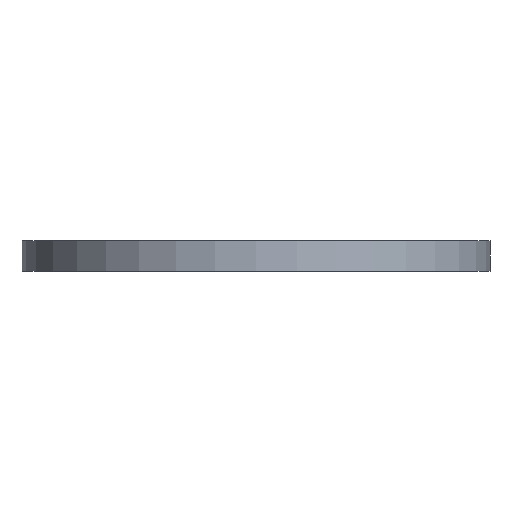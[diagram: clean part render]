
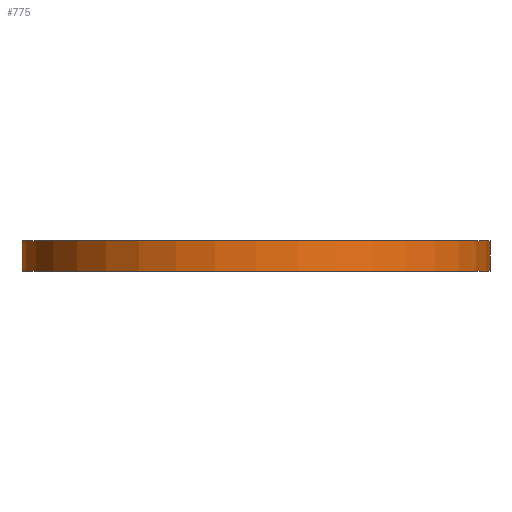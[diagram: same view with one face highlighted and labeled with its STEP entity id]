
A CAD part, front view. The second image highlights one B-rep face of the part: STEP entity #775.
In plain terms, the highlighted cylindrical face has radius 7.874 mm (diameter 15.748 mm), a partial arc.
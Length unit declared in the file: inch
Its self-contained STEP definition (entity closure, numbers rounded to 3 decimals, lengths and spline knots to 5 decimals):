
#7 = AXIS2_PLACEMENT_3D ( 'NONE', #482, #483, #485 ) ;
#40 = AXIS2_PLACEMENT_3D ( 'NONE', #646, #644, #643 ) ;
#66 = AXIS2_PLACEMENT_3D ( 'NONE', #648, #647, #657 ) ;
#89 = EDGE_CURVE ( 'NONE', #354, #372, #190, .T. ) ;
#92 = EDGE_CURVE ( 'NONE', #354, #378, #185, .T. ) ;
#93 = EDGE_CURVE ( 'NONE', #372, #396, #184, .T. ) ;
#141 = EDGE_CURVE ( 'NONE', #378, #396, #898, .T. ) ;
#180 = VECTOR ( 'NONE', #618, 39.37008 ) ;
#182 = VECTOR ( 'NONE', #672, 39.37008 ) ;
#184 = LINE ( 'NONE', #633, #180 ) ;
#185 = LINE ( 'NONE', #623, #182 ) ;
#190 = CIRCLE ( 'NONE', #66, 0.31 ) ;
#250 = EDGE_LOOP ( 'NONE', ( #325, #326, #284, #361 ) ) ;
#284 = ORIENTED_EDGE ( 'NONE', *, *, #92, .T. ) ;
#325 = ORIENTED_EDGE ( 'NONE', *, *, #93, .F. ) ;
#326 = ORIENTED_EDGE ( 'NONE', *, *, #89, .F. ) ;
#354 = VERTEX_POINT ( 'NONE', #570 ) ;
#361 = ORIENTED_EDGE ( 'NONE', *, *, #141, .T. ) ;
#372 = VERTEX_POINT ( 'NONE', #565 ) ;
#378 = VERTEX_POINT ( 'NONE', #551 ) ;
#396 = VERTEX_POINT ( 'NONE', #515 ) ;
#482 = CARTESIAN_POINT ( 'NONE',  ( 0., 0., 0.04 ) ) ;
#483 = DIRECTION ( 'NONE',  ( 0., 0., -1. ) ) ;
#485 = DIRECTION ( 'NONE',  ( -1., 0., 0. ) ) ;
#515 = CARTESIAN_POINT ( 'NONE',  ( 0.31, 0., 0. ) ) ;
#551 = CARTESIAN_POINT ( 'NONE',  ( -0.31, 0., 0. ) ) ;
#565 = CARTESIAN_POINT ( 'NONE',  ( 0.31, 0., 0.04 ) ) ;
#570 = CARTESIAN_POINT ( 'NONE',  ( -0.31, 0., 0.04 ) ) ;
#618 = DIRECTION ( 'NONE',  ( 0., 0., -1. ) ) ;
#623 = CARTESIAN_POINT ( 'NONE',  ( -0.31, 0., 0.04 ) ) ;
#633 = CARTESIAN_POINT ( 'NONE',  ( 0.31, 0., 0.04 ) ) ;
#643 = DIRECTION ( 'NONE',  ( 1., 0., 0. ) ) ;
#644 = DIRECTION ( 'NONE',  ( 0., 0., 1. ) ) ;
#646 = CARTESIAN_POINT ( 'NONE',  ( 0., 0., 0. ) ) ;
#647 = DIRECTION ( 'NONE',  ( 0., 0., 1. ) ) ;
#648 = CARTESIAN_POINT ( 'NONE',  ( 0., 0., 0.04 ) ) ;
#657 = DIRECTION ( 'NONE',  ( 1., 0., 0. ) ) ;
#672 = DIRECTION ( 'NONE',  ( 0., 0., -1. ) ) ;
#775 = ADVANCED_FACE ( 'NONE', ( #818 ), #799, .T. ) ;
#799 = CYLINDRICAL_SURFACE ( 'NONE', #7, 0.31 ) ;
#818 = FACE_OUTER_BOUND ( 'NONE', #250, .T. ) ;
#898 = CIRCLE ( 'NONE', #40, 0.31 ) ;
